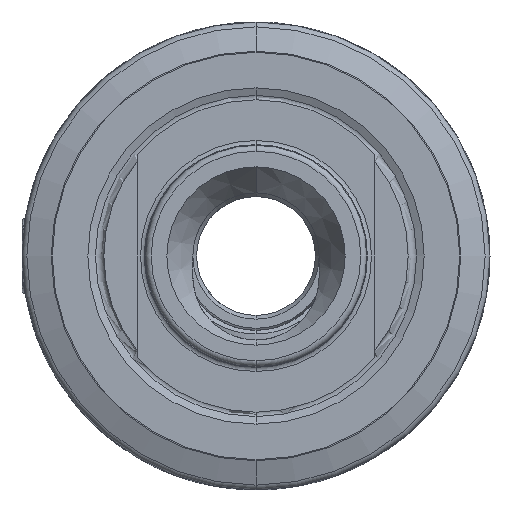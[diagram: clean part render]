
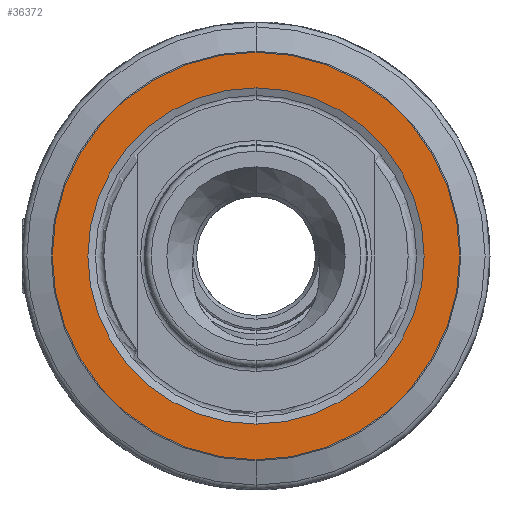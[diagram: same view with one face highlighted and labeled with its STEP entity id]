
A CAD part, left-side view. The second image highlights one B-rep face of the part: STEP entity #36372.
In plain terms, the highlighted planar face has unit normal (-1, 0, 0).
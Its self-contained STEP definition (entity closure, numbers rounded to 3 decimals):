
#992 = ORIENTED_EDGE ( 'NONE', *, *, #33944, .F. ) ;
#994 = ORIENTED_EDGE ( 'NONE', *, *, #33968, .F. ) ;
#995 = ORIENTED_EDGE ( 'NONE', *, *, #33720, .T. ) ;
#996 = ORIENTED_EDGE ( 'NONE', *, *, #33945, .T. ) ;
#2170 = VERTEX_POINT ( 'NONE', #37311 ) ;
#2214 = VERTEX_POINT ( 'NONE', #5212 ) ;
#2238 = VERTEX_POINT ( 'NONE', #5236 ) ;
#3437 = VERTEX_POINT ( 'NONE', #6288 ) ;
#3555 = EDGE_LOOP ( 'NONE', ( #995, #996 ) ) ;
#3634 = EDGE_LOOP ( 'NONE', ( #992, #994 ) ) ;
#5212 = CARTESIAN_POINT ( 'NONE',  ( 0., 0., 27.429 ) ) ;
#5236 = CARTESIAN_POINT ( 'NONE',  ( 0., 0., 22.632 ) ) ;
#6288 = CARTESIAN_POINT ( 'NONE',  ( 0., 0., -22.632 ) ) ;
#18569 = CARTESIAN_POINT ( 'NONE',  ( 0., 0., 0. ) ) ;
#18570 = DIRECTION ( 'NONE',  ( -1., 0., 0. ) ) ;
#18571 = DIRECTION ( 'NONE',  ( 0., 0., 1. ) ) ;
#19133 = CIRCLE ( 'NONE', #19139, 27.429 ) ;
#19139 = AXIS2_PLACEMENT_3D ( 'NONE', #18569, #18570, #18571 ) ;
#19338 = CIRCLE ( 'NONE', #19341, 22.632 ) ;
#19340 = CIRCLE ( 'NONE', #19343, 27.429 ) ;
#19341 = AXIS2_PLACEMENT_3D ( 'NONE', #20745, #20746, #20747 ) ;
#19343 = AXIS2_PLACEMENT_3D ( 'NONE', #20748, #20749, #20750 ) ;
#19363 = CIRCLE ( 'NONE', #19365, 22.632 ) ;
#19365 = AXIS2_PLACEMENT_3D ( 'NONE', #20876, #20877, #20878 ) ;
#19797 = AXIS2_PLACEMENT_3D ( 'NONE', #24172, #24180, #24181 ) ;
#20745 = CARTESIAN_POINT ( 'NONE',  ( 0., 0., 0. ) ) ;
#20746 = DIRECTION ( 'NONE',  ( -1., 0., 0. ) ) ;
#20747 = DIRECTION ( 'NONE',  ( 0., 0., 1. ) ) ;
#20748 = CARTESIAN_POINT ( 'NONE',  ( 0., 0., 0. ) ) ;
#20749 = DIRECTION ( 'NONE',  ( -1., 0., 0. ) ) ;
#20750 = DIRECTION ( 'NONE',  ( 0., 0., 1. ) ) ;
#20876 = CARTESIAN_POINT ( 'NONE',  ( 0., 0., 0. ) ) ;
#20877 = DIRECTION ( 'NONE',  ( -1., 0., 0. ) ) ;
#20878 = DIRECTION ( 'NONE',  ( 0., 0., 1. ) ) ;
#24172 = CARTESIAN_POINT ( 'NONE',  ( 0., -22.632, 0. ) ) ;
#24176 = FACE_BOUND ( 'NONE', #3634, .T. ) ;
#24177 = FACE_OUTER_BOUND ( 'NONE', #3555, .T. ) ;
#24178 = PLANE ( 'NONE',  #19797 ) ;
#24180 = DIRECTION ( 'NONE',  ( 1., 0., 0. ) ) ;
#24181 = DIRECTION ( 'NONE',  ( 0., 0., -1. ) ) ;
#33720 = EDGE_CURVE ( 'NONE', #2214, #2170, #19133, .T. ) ;
#33944 = EDGE_CURVE ( 'NONE', #2238, #3437, #19338, .T. ) ;
#33945 = EDGE_CURVE ( 'NONE', #2170, #2214, #19340, .T. ) ;
#33968 = EDGE_CURVE ( 'NONE', #3437, #2238, #19363, .T. ) ;
#36372 = ADVANCED_FACE ( 'NONE', ( #24176, #24177 ), #24178, .F. ) ;
#37311 = CARTESIAN_POINT ( 'NONE',  ( 0., 0., -27.429 ) ) ;
